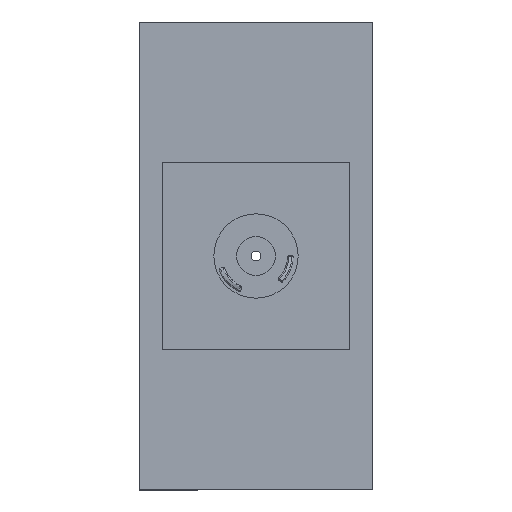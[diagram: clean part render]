
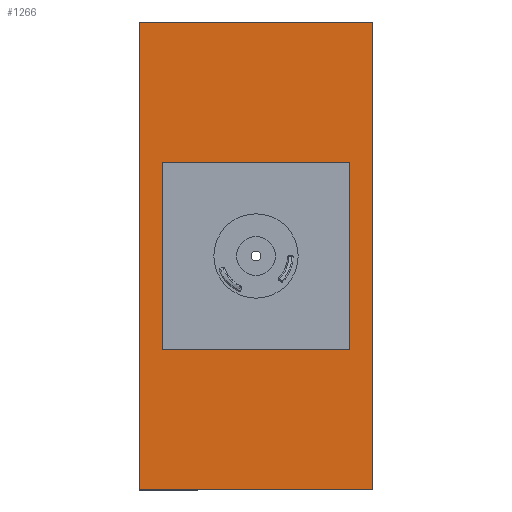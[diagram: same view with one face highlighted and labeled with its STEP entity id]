
A CAD part, top view. The second image highlights one B-rep face of the part: STEP entity #1266.
In plain terms, the highlighted planar face has unit normal (0, 0, 1).
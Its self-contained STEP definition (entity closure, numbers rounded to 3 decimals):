
#78 = DIRECTION ( 'NONE',  ( -1., 0., 0. ) ) ;
#96 = FACE_BOUND ( 'NONE', #2445, .T. ) ;
#134 = ORIENTED_EDGE ( 'NONE', *, *, #2304, .F. ) ;
#257 = VERTEX_POINT ( 'NONE', #1454 ) ;
#268 = ORIENTED_EDGE ( 'NONE', *, *, #2689, .F. ) ;
#289 = VERTEX_POINT ( 'NONE', #2353 ) ;
#346 = PLANE ( 'NONE',  #2658 ) ;
#357 = CARTESIAN_POINT ( 'NONE',  ( -37.5, 75., 0. ) ) ;
#457 = LINE ( 'NONE', #1812, #1739 ) ;
#463 = CARTESIAN_POINT ( 'NONE',  ( -30., -30., 0. ) ) ;
#466 = CARTESIAN_POINT ( 'NONE',  ( 30., -30., 0. ) ) ;
#500 = VERTEX_POINT ( 'NONE', #463 ) ;
#558 = ORIENTED_EDGE ( 'NONE', *, *, #826, .F. ) ;
#635 = CARTESIAN_POINT ( 'NONE',  ( -30., 30., 0. ) ) ;
#763 = EDGE_CURVE ( 'NONE', #1793, #289, #457, .T. ) ;
#811 = VERTEX_POINT ( 'NONE', #635 ) ;
#826 = EDGE_CURVE ( 'NONE', #1663, #2486, #1431, .T. ) ;
#927 = EDGE_CURVE ( 'NONE', #2143, #257, #1458, .T. ) ;
#969 = DIRECTION ( 'NONE',  ( 0., 1., 0. ) ) ;
#1000 = CARTESIAN_POINT ( 'NONE',  ( 37.5, -75., 0. ) ) ;
#1006 = VECTOR ( 'NONE', #969, 1000. ) ;
#1025 = DIRECTION ( 'NONE',  ( 0., 0., 1. ) ) ;
#1027 = VECTOR ( 'NONE', #2560, 1000. ) ;
#1080 = FACE_OUTER_BOUND ( 'NONE', #1141, .T. ) ;
#1141 = EDGE_LOOP ( 'NONE', ( #2747, #2818, #2089, #2534 ) ) ;
#1266 = ADVANCED_FACE ( 'NONE', ( #96, #1080 ), #346, .T. ) ;
#1408 = LINE ( 'NONE', #1604, #1027 ) ;
#1431 = LINE ( 'NONE', #466, #1006 ) ;
#1454 = CARTESIAN_POINT ( 'NONE',  ( 37.5, 75., 0. ) ) ;
#1458 = LINE ( 'NONE', #1000, #2091 ) ;
#1492 = CARTESIAN_POINT ( 'NONE',  ( 0., 0., 0. ) ) ;
#1574 = CARTESIAN_POINT ( 'NONE',  ( -37.5, -75., 0. ) ) ;
#1604 = CARTESIAN_POINT ( 'NONE',  ( -30., -30., 0. ) ) ;
#1663 = VERTEX_POINT ( 'NONE', #2917 ) ;
#1700 = EDGE_CURVE ( 'NONE', #257, #1793, #2226, .T. ) ;
#1733 = DIRECTION ( 'NONE',  ( 0., 1., 0. ) ) ;
#1739 = VECTOR ( 'NONE', #1862, 1000. ) ;
#1771 = VECTOR ( 'NONE', #78, 1000. ) ;
#1793 = VERTEX_POINT ( 'NONE', #357 ) ;
#1812 = CARTESIAN_POINT ( 'NONE',  ( -37.5, -75., 0. ) ) ;
#1813 = LINE ( 'NONE', #1574, #2549 ) ;
#1862 = DIRECTION ( 'NONE',  ( 0., -1., 0. ) ) ;
#1934 = CARTESIAN_POINT ( 'NONE',  ( -30., 30., 0. ) ) ;
#2010 = DIRECTION ( 'NONE',  ( 1., 0., 0. ) ) ;
#2089 = ORIENTED_EDGE ( 'NONE', *, *, #1700, .T. ) ;
#2091 = VECTOR ( 'NONE', #1733, 1000. ) ;
#2143 = VERTEX_POINT ( 'NONE', #2372 ) ;
#2150 = LINE ( 'NONE', #1934, #2340 ) ;
#2177 = VECTOR ( 'NONE', #2368, 1000. ) ;
#2226 = LINE ( 'NONE', #2476, #1771 ) ;
#2294 = EDGE_CURVE ( 'NONE', #289, #2143, #1813, .T. ) ;
#2304 = EDGE_CURVE ( 'NONE', #500, #1663, #2410, .T. ) ;
#2340 = VECTOR ( 'NONE', #2619, 1000. ) ;
#2353 = CARTESIAN_POINT ( 'NONE',  ( -37.5, -75., 0. ) ) ;
#2368 = DIRECTION ( 'NONE',  ( 1., 0., 0. ) ) ;
#2372 = CARTESIAN_POINT ( 'NONE',  ( 37.5, -75., 0. ) ) ;
#2410 = LINE ( 'NONE', #2845, #2177 ) ;
#2445 = EDGE_LOOP ( 'NONE', ( #2977, #558, #134, #268 ) ) ;
#2476 = CARTESIAN_POINT ( 'NONE',  ( -37.5, 75., 0. ) ) ;
#2486 = VERTEX_POINT ( 'NONE', #2960 ) ;
#2514 = DIRECTION ( 'NONE',  ( 1., 0., 0. ) ) ;
#2534 = ORIENTED_EDGE ( 'NONE', *, *, #763, .T. ) ;
#2549 = VECTOR ( 'NONE', #2514, 1000. ) ;
#2560 = DIRECTION ( 'NONE',  ( 0., -1., 0. ) ) ;
#2619 = DIRECTION ( 'NONE',  ( -1., 0., 0. ) ) ;
#2658 = AXIS2_PLACEMENT_3D ( 'NONE', #1492, #1025, #2010 ) ;
#2689 = EDGE_CURVE ( 'NONE', #811, #500, #1408, .T. ) ;
#2747 = ORIENTED_EDGE ( 'NONE', *, *, #2294, .T. ) ;
#2818 = ORIENTED_EDGE ( 'NONE', *, *, #927, .T. ) ;
#2845 = CARTESIAN_POINT ( 'NONE',  ( -30., -30., 0. ) ) ;
#2917 = CARTESIAN_POINT ( 'NONE',  ( 30., -30., 0. ) ) ;
#2960 = CARTESIAN_POINT ( 'NONE',  ( 30., 30., 0. ) ) ;
#2977 = ORIENTED_EDGE ( 'NONE', *, *, #3017, .F. ) ;
#3017 = EDGE_CURVE ( 'NONE', #2486, #811, #2150, .T. ) ;
